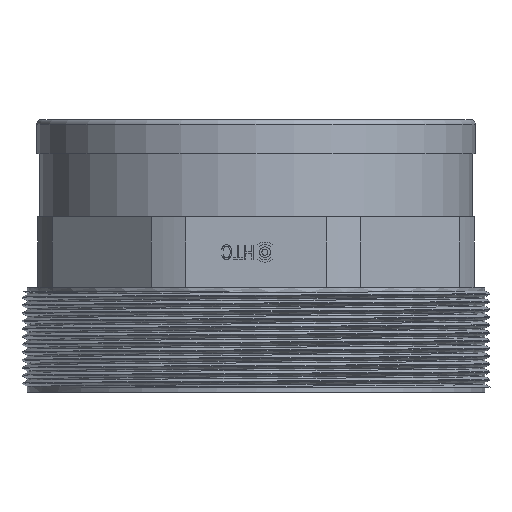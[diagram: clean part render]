
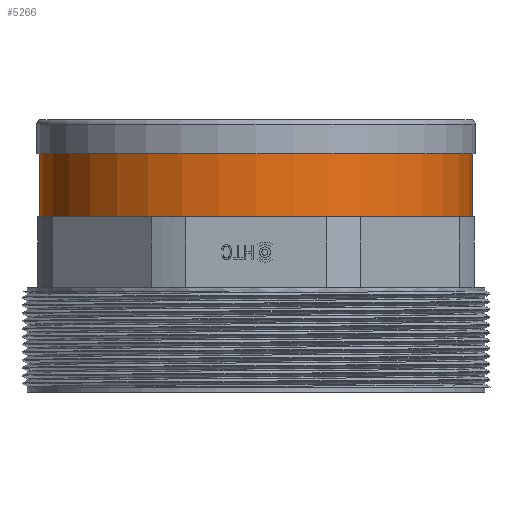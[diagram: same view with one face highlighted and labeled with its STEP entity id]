
A CAD part, front view. The second image highlights one B-rep face of the part: STEP entity #5266.
In plain terms, the highlighted cylindrical face has radius 64 mm (diameter 128 mm), a full revolution.
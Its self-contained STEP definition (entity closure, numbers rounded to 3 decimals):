
#359=FACE_OUTER_BOUND('',#690,.T.);
#690=EDGE_LOOP('',(#4029,#4030,#4031,#4032));
#978=CIRCLE('',#5640,64.);
#979=CIRCLE('',#5641,64.);
#1436=LINE('',#25992,#1922);
#1922=VECTOR('',#6323,64.);
#2540=VERTEX_POINT('',#25989);
#2541=VERTEX_POINT('',#25991);
#3147=EDGE_CURVE('',#2540,#2540,#978,.T.);
#3148=EDGE_CURVE('',#2540,#2541,#1436,.T.);
#3149=EDGE_CURVE('',#2541,#2541,#979,.T.);
#4029=ORIENTED_EDGE('',*,*,#3147,.T.);
#4030=ORIENTED_EDGE('',*,*,#3148,.T.);
#4031=ORIENTED_EDGE('',*,*,#3149,.T.);
#4032=ORIENTED_EDGE('',*,*,#3148,.F.);
#5168=CYLINDRICAL_SURFACE('',#5639,64.);
#5266=ADVANCED_FACE('',(#359),#5168,.T.);
#5639=AXIS2_PLACEMENT_3D('',#25988,#6319,#6320);
#5640=AXIS2_PLACEMENT_3D('',#25990,#6321,#6322);
#5641=AXIS2_PLACEMENT_3D('',#25993,#6324,#6325);
#6319=DIRECTION('center_axis',(0.,0.,1.));
#6320=DIRECTION('ref_axis',(1.,0.,0.));
#6321=DIRECTION('center_axis',(0.,0.,-1.));
#6322=DIRECTION('ref_axis',(1.,0.,0.));
#6323=DIRECTION('',(0.,0.,-1.));
#6324=DIRECTION('center_axis',(0.,0.,1.));
#6325=DIRECTION('ref_axis',(1.,0.,0.));
#25988=CARTESIAN_POINT('Origin',(0.,0.,
52.001));
#25989=CARTESIAN_POINT('',(-64.,0.,79.001));
#25990=CARTESIAN_POINT('Origin',(0.,0.,
79.001));
#25991=CARTESIAN_POINT('',(-64.,0.,52.001));
#25992=CARTESIAN_POINT('',(-64.,0.,52.001));
#25993=CARTESIAN_POINT('Origin',(0.,0.,
52.001));
